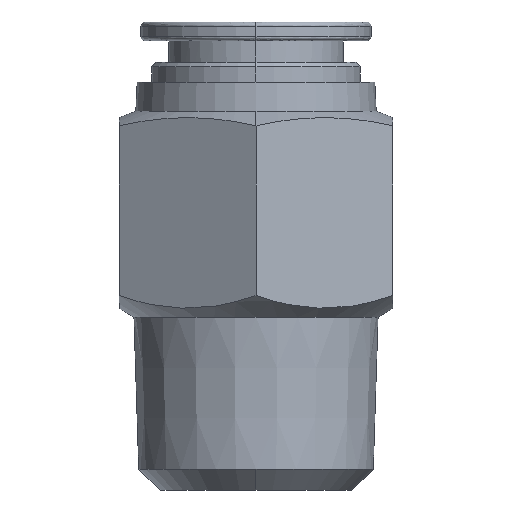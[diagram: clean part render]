
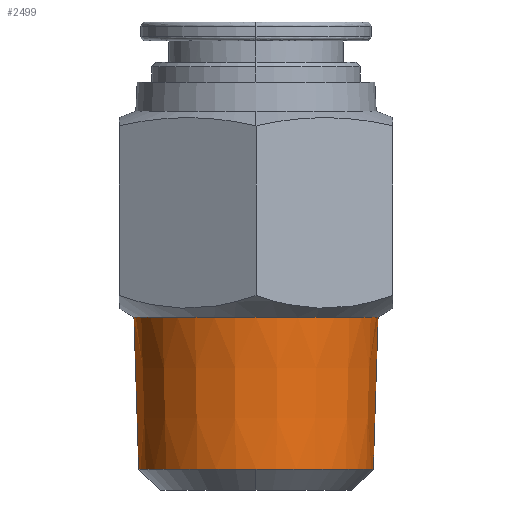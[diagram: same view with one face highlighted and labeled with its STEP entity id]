
A CAD part, left-side view. The second image highlights one B-rep face of the part: STEP entity #2499.
In plain terms, the highlighted conical face has half-angle 1.79 degrees and reference radius 8.475 mm.
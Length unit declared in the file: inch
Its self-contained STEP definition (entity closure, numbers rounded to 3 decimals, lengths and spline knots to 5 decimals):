
#37 = AXIS2_PLACEMENT_3D ( 'NONE', #1399, #2087, #897 ) ;
#47 = DIRECTION ( 'NONE',  ( 0., 0.031, 1. ) ) ;
#48 = EDGE_LOOP ( 'NONE', ( #2740, #1041, #1605, #2470, #829 ) ) ;
#129 = VECTOR ( 'NONE', #3040, 39.37008 ) ;
#170 = EDGE_CURVE ( 'NONE', #3150, #501, #2780, .T. ) ;
#209 = DIRECTION ( 'NONE',  ( 0., 0., 1. ) ) ;
#410 = DIRECTION ( 'NONE',  ( 0., -1., 0. ) ) ;
#470 = CARTESIAN_POINT ( 'NONE',  ( 1.1811, 0., 0.0454 ) ) ;
#501 = VERTEX_POINT ( 'NONE', #2378 ) ;
#515 = EDGE_CURVE ( 'NONE', #3150, #2254, #1743, .T. ) ;
#829 = ORIENTED_EDGE ( 'NONE', *, *, #1227, .T. ) ;
#866 = EDGE_CURVE ( 'NONE', #2601, #1189, #1965, .T. ) ;
#897 = DIRECTION ( 'NONE',  ( 1., 0., 0. ) ) ;
#993 = CARTESIAN_POINT ( 'NONE',  ( 0.86042, 0., 0.0454 ) ) ;
#1041 = ORIENTED_EDGE ( 'NONE', *, *, #515, .T. ) ;
#1189 = VERTEX_POINT ( 'NONE', #2377 ) ;
#1194 = EDGE_CURVE ( 'NONE', #2254, #2601, #2081, .T. ) ;
#1227 = EDGE_CURVE ( 'NONE', #1189, #501, #2185, .T. ) ;
#1353 = CARTESIAN_POINT ( 'NONE',  ( 1.1811, -0.33366, 0.46063 ) ) ;
#1373 = CARTESIAN_POINT ( 'NONE',  ( 1.1811, 0., 0.46063 ) ) ;
#1399 = CARTESIAN_POINT ( 'NONE',  ( 1.1811, 0., 0.0454 ) ) ;
#1416 = VECTOR ( 'NONE', #47, 39.37008 ) ;
#1605 = ORIENTED_EDGE ( 'NONE', *, *, #1194, .T. ) ;
#1743 = CIRCLE ( 'NONE', #37, 0.32069 ) ;
#1854 = AXIS2_PLACEMENT_3D ( 'NONE', #470, #209, #2867 ) ;
#1899 = DIRECTION ( 'NONE',  ( 1., 0., 0. ) ) ;
#1908 = CARTESIAN_POINT ( 'NONE',  ( 1.1811, 0., 0.46063 ) ) ;
#1965 = LINE ( 'NONE', #1353, #129 ) ;
#2079 = AXIS2_PLACEMENT_3D ( 'NONE', #1373, #2109, #410 ) ;
#2081 = CIRCLE ( 'NONE', #1854, 0.32069 ) ;
#2087 = DIRECTION ( 'NONE',  ( 0., 0., 1. ) ) ;
#2092 = FACE_OUTER_BOUND ( 'NONE', #48, .T. ) ;
#2109 = DIRECTION ( 'NONE',  ( 0., 0., 1. ) ) ;
#2110 = CARTESIAN_POINT ( 'NONE',  ( 1.1811, 0.32069, 0.0454 ) ) ;
#2185 = CIRCLE ( 'NONE', #2837, 0.33366 ) ;
#2254 = VERTEX_POINT ( 'NONE', #993 ) ;
#2307 = CARTESIAN_POINT ( 'NONE',  ( 1.1811, -0.32069, 0.0454 ) ) ;
#2377 = CARTESIAN_POINT ( 'NONE',  ( 1.1811, -0.33366, 0.46063 ) ) ;
#2378 = CARTESIAN_POINT ( 'NONE',  ( 1.1811, 0.33366, 0.46063 ) ) ;
#2470 = ORIENTED_EDGE ( 'NONE', *, *, #866, .T. ) ;
#2499 = ADVANCED_FACE ( 'NONE', ( #2092 ), #2950, .T. ) ;
#2601 = VERTEX_POINT ( 'NONE', #2307 ) ;
#2740 = ORIENTED_EDGE ( 'NONE', *, *, #170, .F. ) ;
#2780 = LINE ( 'NONE', #2942, #1416 ) ;
#2837 = AXIS2_PLACEMENT_3D ( 'NONE', #1908, #3122, #1899 ) ;
#2867 = DIRECTION ( 'NONE',  ( 1., 0., 0. ) ) ;
#2942 = CARTESIAN_POINT ( 'NONE',  ( 1.1811, 0.33366, 0.46063 ) ) ;
#2950 = CONICAL_SURFACE ( 'NONE', #2079, 0.33366, 0.031 ) ;
#3040 = DIRECTION ( 'NONE',  ( 0., -0.031, 1. ) ) ;
#3122 = DIRECTION ( 'NONE',  ( 0., 0., -1. ) ) ;
#3150 = VERTEX_POINT ( 'NONE', #2110 ) ;
